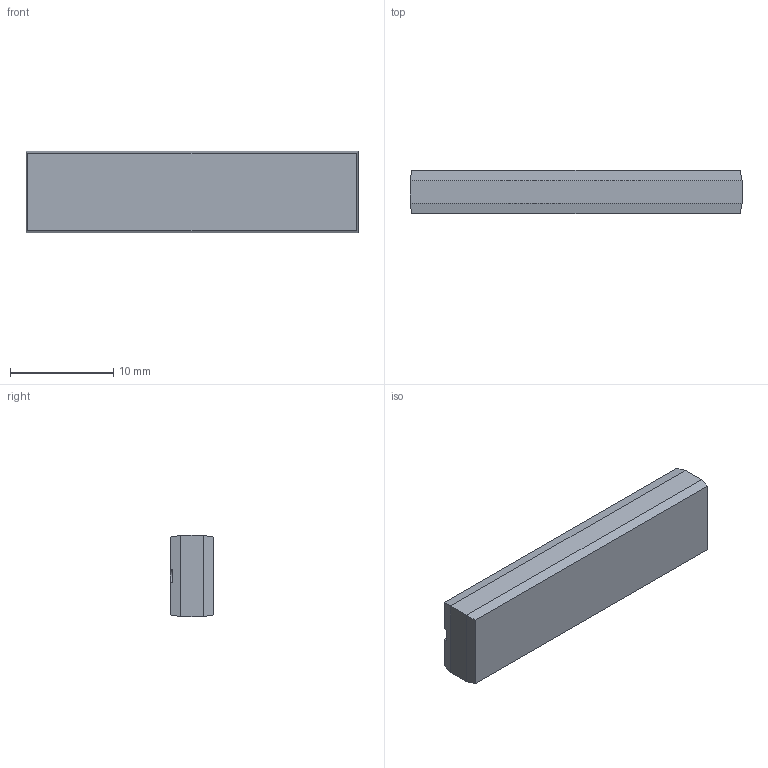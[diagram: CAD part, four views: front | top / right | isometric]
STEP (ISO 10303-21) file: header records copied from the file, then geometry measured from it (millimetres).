
FILE_DESCRIPTION (( 'STEP AP214' ), '1' );
FILE_NAME ( 'DIP794W47P254L3213H457Q24.STEP', '2017-10-10T14:24:28', ( '' ), ( '' ), 'Part was generated with the free Library Expert Lite available at www.PCBLibraries.com. Removing line will violate the End User License Agreement.', '©2017 PCB Libraries, Inc.', '' );
FILE_SCHEMA (( 'AUTOMOTIVE_DESIGN' ));
Length unit declared in the file: millimetre
Products named in the file (1): DIP794W47P254L3213H457Q24
Bounding box: 32.13 x 4.19 x 7.87 mm (x, y, z)
Volume: 1045.7 mm3; surface area: 814.7 mm2
Topology: 1 solids, 1 shells, 18 faces, 40 edges, 24 vertices
Faces by surface type: plane 17, cylinder 1
Entity records: 11848 total; most frequent: CARTESIAN_POINT 1859, ORIENTED_EDGE 1808, DIRECTION 1712, EDGE_CURVE 904, VECTOR 806, LINE 806, VERTEX_POINT 600, AXIS2_PLACEMENT_3D 453
